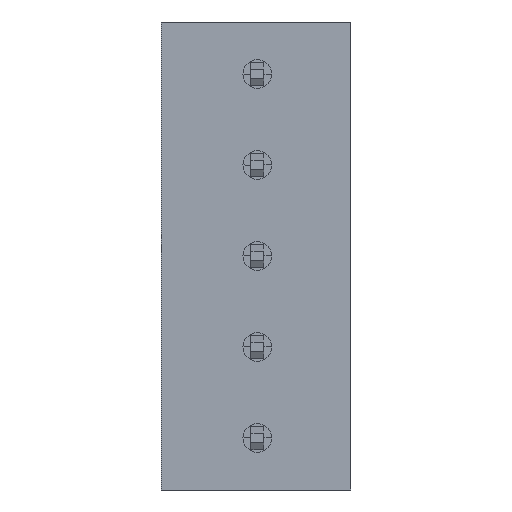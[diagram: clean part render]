
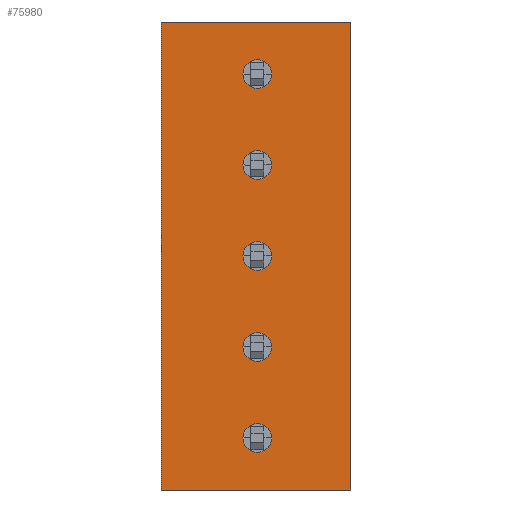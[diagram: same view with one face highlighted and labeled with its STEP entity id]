
A CAD part, front view. The second image highlights one B-rep face of the part: STEP entity #75980.
In plain terms, the highlighted planar face has unit normal (0, -1, 0).
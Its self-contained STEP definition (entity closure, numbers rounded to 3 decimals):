
#3590=CARTESIAN_POINT('',(-84.502,20.821
   ,-2.));
#3600=DIRECTION('',(1.,0.,
   0.));
#3610=VECTOR('',#3600,1.);
#3620=LINE('',#3590,#3610);
#3630=CARTESIAN_POINT('',(-34.955,20.821
   ,-2.));
#3640=VERTEX_POINT('',#3630);
#3650=CARTESIAN_POINT('',(-27.655,20.821
   ,-2.));
#3660=VERTEX_POINT('',#3650);
#3670=EDGE_CURVE('',#3640,#3660,#3620,.T.);
#10010=CARTESIAN_POINT('',(-30.805,
   20.821,0.));
#10020=VERTEX_POINT('',#10010);
#10070=CARTESIAN_POINT('',(-31.355,
   20.821,0.));
#10080=DIRECTION('',(0.,-1.,
   0.));
#10090=DIRECTION('',(1.,0.,
   0.));
#10100=AXIS2_PLACEMENT_3D('',#10070,#10080,#10090);
#10110=CIRCLE('',#10100,0.55);
#10120=CARTESIAN_POINT('',(-31.905,
   20.821,0.));
#10130=VERTEX_POINT('',#10120);
#10140=EDGE_CURVE('',#10130,#10020,#10110,.T.);
#20730=CARTESIAN_POINT('',(-30.805,
   20.821,3.5));
#20740=VERTEX_POINT('',#20730);
#20920=CARTESIAN_POINT('',(-31.905,
   20.821,3.5));
#20930=VERTEX_POINT('',#20920);
#20960=CARTESIAN_POINT('',(-31.355,
   20.821,3.5));
#20970=DIRECTION('',(0.,-1.,
   0.));
#20980=DIRECTION('',(1.,0.,
   0.));
#20990=AXIS2_PLACEMENT_3D('',#20960,#20970,#20980);
#21000=CIRCLE('',#20990,0.55);
#21010=EDGE_CURVE('',#20740,#20930,#21000,.T.);
#40230=CARTESIAN_POINT('',(-34.955,
   20.821,16.));
#40240=VERTEX_POINT('',#40230);
#40270=CARTESIAN_POINT('',(-34.955,
   20.821,5.));
#40280=DIRECTION('',(0.,0.,
   1.));
#40290=VECTOR('',#40280,1.);
#40300=LINE('',#40270,#40290);
#40310=EDGE_CURVE('',#3640,#40240,#40300,.T.);
#50990=CARTESIAN_POINT('',(-30.805,
   20.821,10.5));
#51000=VERTEX_POINT('',#50990);
#51050=CARTESIAN_POINT('',(-31.355,
   20.821,10.5));
#51060=DIRECTION('',(0.,-1.,
   0.));
#51070=DIRECTION('',(1.,0.,
   0.));
#51080=AXIS2_PLACEMENT_3D('',#51050,#51060,#51070);
#51090=CIRCLE('',#51080,0.55);
#51100=CARTESIAN_POINT('',(-31.905,
   20.821,10.5));
#51110=VERTEX_POINT('',#51100);
#51120=EDGE_CURVE('',#51110,#51000,#51090,.T.);
#61940=CARTESIAN_POINT('',(-30.805,
   20.821,7.));
#61950=VERTEX_POINT('',#61940);
#61980=CARTESIAN_POINT('',(-31.355,
   20.821,7.));
#61990=DIRECTION('',(0.,-1.,
   0.));
#62000=DIRECTION('',(1.,0.,
   0.));
#62010=AXIS2_PLACEMENT_3D('',#61980,#61990,#62000);
#62020=CIRCLE('',#62010,0.55);
#62030=CARTESIAN_POINT('',(-31.905,
   20.821,7.));
#62040=VERTEX_POINT('',#62030);
#62050=EDGE_CURVE('',#62040,#61950,#62020,.T.);
#75400=CARTESIAN_POINT('',(-27.655,
   20.821,10.5));
#75410=DIRECTION('',(0.,-1.,
   0.));
#75420=DIRECTION('',(-1.,0.,
   0.));
#75430=AXIS2_PLACEMENT_3D('',#75400,#75410,#75420);
#75440=PLANE('',#75430);
#75450=CARTESIAN_POINT('',(-31.355,
   20.821,14.));
#75460=DIRECTION('',(0.,-1.,
   0.));
#75470=DIRECTION('',(1.,0.,
   0.));
#75480=AXIS2_PLACEMENT_3D('',#75450,#75460,#75470);
#75490=CIRCLE('',#75480,0.55);
#75500=CARTESIAN_POINT('',(-30.805,
   20.821,14.));
#75510=VERTEX_POINT('',#75500);
#75520=CARTESIAN_POINT('',(-31.905,
   20.821,14.));
#75530=VERTEX_POINT('',#75520);
#75540=EDGE_CURVE('',#75510,#75530,#75490,.T.);
#75550=ORIENTED_EDGE('',*,*,#75540,.F.);
#75560=EDGE_CURVE('',#75530,#75510,#75490,.T.);
#75570=ORIENTED_EDGE('',*,*,#75560,.F.);
#75580=EDGE_LOOP('',(#75570,#75550));
#75590=FACE_BOUND('',#75580,.T.);
#75600=ORIENTED_EDGE('',*,*,#51120,.F.);
#75610=EDGE_CURVE('',#51000,#51110,#51090,.T.);
#75620=ORIENTED_EDGE('',*,*,#75610,.F.);
#75630=EDGE_LOOP('',(#75620,#75600));
#75640=FACE_BOUND('',#75630,.T.);
#75650=EDGE_CURVE('',#20930,#20740,#21000,.T.);
#75660=ORIENTED_EDGE('',*,*,#75650,.F.);
#75670=ORIENTED_EDGE('',*,*,#21010,.F.);
#75680=EDGE_LOOP('',(#75670,#75660));
#75690=FACE_BOUND('',#75680,.T.);
#75700=EDGE_CURVE('',#10020,#10130,#10110,.T.);
#75710=ORIENTED_EDGE('',*,*,#75700,.F.);
#75720=ORIENTED_EDGE('',*,*,#10140,.F.);
#75730=EDGE_LOOP('',(#75720,#75710));
#75740=FACE_BOUND('',#75730,.T.);
#75750=ORIENTED_EDGE('',*,*,#62050,.F.);
#75760=EDGE_CURVE('',#61950,#62040,#62020,.T.);
#75770=ORIENTED_EDGE('',*,*,#75760,.F.);
#75780=EDGE_LOOP('',(#75770,#75750));
#75790=FACE_BOUND('',#75780,.T.);
#75800=ORIENTED_EDGE('',*,*,#3670,.T.);
#75810=ORIENTED_EDGE('',*,*,#40310,.F.);
#75820=CARTESIAN_POINT('',(-84.502,
   20.821,16.));
#75830=DIRECTION('',(1.,0.,
   0.));
#75840=VECTOR('',#75830,1.);
#75850=LINE('',#75820,#75840);
#75860=CARTESIAN_POINT('',(-27.655,
   20.821,16.));
#75870=VERTEX_POINT('',#75860);
#75880=EDGE_CURVE('',#40240,#75870,#75850,.T.);
#75890=ORIENTED_EDGE('',*,*,#75880,.F.);
#75900=CARTESIAN_POINT('',(-27.655,
   20.821,15.5));
#75910=DIRECTION('',(0.,0.,
   -1.));
#75920=VECTOR('',#75910,1.);
#75930=LINE('',#75900,#75920);
#75940=EDGE_CURVE('',#75870,#3660,#75930,.T.);
#75950=ORIENTED_EDGE('',*,*,#75940,.F.);
#75960=EDGE_LOOP('',(#75950,#75890,#75810,#75800));
#75970=FACE_OUTER_BOUND('',#75960,.T.);
#75980=ADVANCED_FACE('',(#75590,#75640,#75690,#75740,#75790,#75970),
   #75440,.T.);
